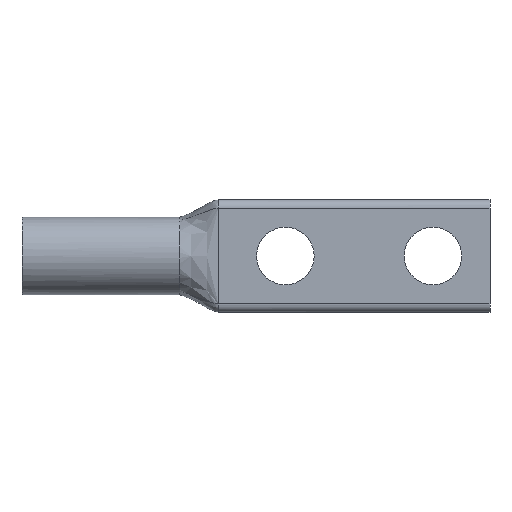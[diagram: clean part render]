
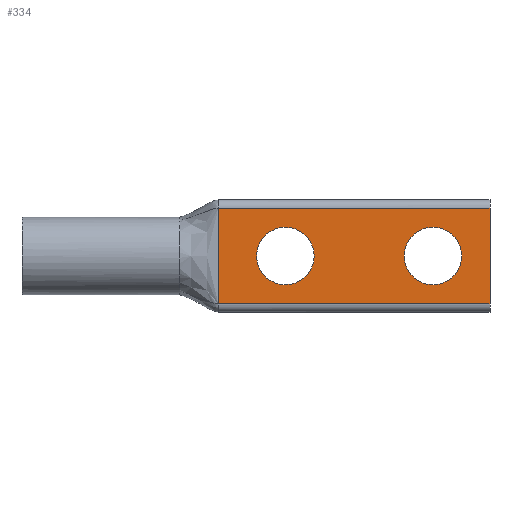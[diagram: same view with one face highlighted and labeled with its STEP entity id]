
A CAD part, front view. The second image highlights one B-rep face of the part: STEP entity #334.
In plain terms, the highlighted planar face has unit normal (0, -1, 0).
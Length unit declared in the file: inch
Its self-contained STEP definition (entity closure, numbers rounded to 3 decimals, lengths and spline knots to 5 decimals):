
#6 = AXIS2_PLACEMENT_3D ( 'NONE', #1362, #1230, #1767 ) ;
#9 = VECTOR ( 'NONE', #106, 39.37008 ) ;
#32 = VERTEX_POINT ( 'NONE', #1402 ) ;
#80 = DIRECTION ( 'NONE',  ( -1., 0., 0. ) ) ;
#91 = VERTEX_POINT ( 'NONE', #1190 ) ;
#94 = ORIENTED_EDGE ( 'NONE', *, *, #1092, .T. ) ;
#106 = DIRECTION ( 'NONE',  ( 0., 0., -1. ) ) ;
#158 = CARTESIAN_POINT ( 'NONE',  ( 2.79, 0., -0.285 ) ) ;
#161 = EDGE_CURVE ( 'NONE', #1751, #32, #1557, .T. ) ;
#165 = CARTESIAN_POINT ( 'NONE',  ( 1.17, 0., 0.285 ) ) ;
#171 = EDGE_LOOP ( 'NONE', ( #228, #1118 ) ) ;
#193 = LINE ( 'NONE', #335, #1337 ) ;
#228 = ORIENTED_EDGE ( 'NONE', *, *, #614, .T. ) ;
#232 = EDGE_CURVE ( 'NONE', #1715, #919, #353, .T. ) ;
#254 = LINE ( 'NONE', #661, #752 ) ;
#309 = EDGE_CURVE ( 'NONE', #413, #319, #1304, .T. ) ;
#319 = VERTEX_POINT ( 'NONE', #1354 ) ;
#334 = ADVANCED_FACE ( 'NONE', ( #388, #526, #1378 ), #807, .T. ) ;
#335 = CARTESIAN_POINT ( 'NONE',  ( 2.79, 0., 0. ) ) ;
#353 = LINE ( 'NONE', #906, #1332 ) ;
#388 = FACE_OUTER_BOUND ( 'NONE', #1096, .T. ) ;
#393 = ORIENTED_EDGE ( 'NONE', *, *, #161, .T. ) ;
#404 = AXIS2_PLACEMENT_3D ( 'NONE', #1705, #1711, #1564 ) ;
#407 = DIRECTION ( 'NONE',  ( 0., 0., 1. ) ) ;
#413 = VERTEX_POINT ( 'NONE', #986 ) ;
#434 = AXIS2_PLACEMENT_3D ( 'NONE', #1142, #1250, #824 ) ;
#520 = AXIS2_PLACEMENT_3D ( 'NONE', #1618, #1345, #407 ) ;
#526 = FACE_BOUND ( 'NONE', #1130, .T. ) ;
#614 = EDGE_CURVE ( 'NONE', #319, #413, #1586, .T. ) ;
#645 = ORIENTED_EDGE ( 'NONE', *, *, #670, .T. ) ;
#661 = CARTESIAN_POINT ( 'NONE',  ( 3.46742, 0., -0.285 ) ) ;
#670 = EDGE_CURVE ( 'NONE', #32, #1751, #1363, .T. ) ;
#727 = DIRECTION ( 'NONE',  ( 0., 0., -1. ) ) ;
#752 = VECTOR ( 'NONE', #811, 39.37008 ) ;
#800 = EDGE_CURVE ( 'NONE', #1583, #91, #254, .T. ) ;
#807 = PLANE ( 'NONE',  #6 ) ;
#811 = DIRECTION ( 'NONE',  ( -1., 0., 0. ) ) ;
#812 = CARTESIAN_POINT ( 'NONE',  ( 2.79, 0., 0.285 ) ) ;
#813 = AXIS2_PLACEMENT_3D ( 'NONE', #1168, #875, #1312 ) ;
#824 = DIRECTION ( 'NONE',  ( 0., 0., 1. ) ) ;
#875 = DIRECTION ( 'NONE',  ( 0., 1., 0. ) ) ;
#906 = CARTESIAN_POINT ( 'NONE',  ( 3.46742, 0., 0.285 ) ) ;
#919 = VERTEX_POINT ( 'NONE', #165 ) ;
#986 = CARTESIAN_POINT ( 'NONE',  ( 2.45, 0., -0.1715 ) ) ;
#1025 = EDGE_CURVE ( 'NONE', #1715, #1583, #193, .T. ) ;
#1092 = EDGE_CURVE ( 'NONE', #919, #91, #1476, .T. ) ;
#1096 = EDGE_LOOP ( 'NONE', ( #1167, #94, #1452, #1640 ) ) ;
#1118 = ORIENTED_EDGE ( 'NONE', *, *, #309, .T. ) ;
#1130 = EDGE_LOOP ( 'NONE', ( #645, #393 ) ) ;
#1142 = CARTESIAN_POINT ( 'NONE',  ( 2.45, 0., 0. ) ) ;
#1167 = ORIENTED_EDGE ( 'NONE', *, *, #232, .T. ) ;
#1168 = CARTESIAN_POINT ( 'NONE',  ( 1.57, 0., 0. ) ) ;
#1190 = CARTESIAN_POINT ( 'NONE',  ( 1.17, 0., -0.285 ) ) ;
#1230 = DIRECTION ( 'NONE',  ( 0., -1., 0. ) ) ;
#1250 = DIRECTION ( 'NONE',  ( 0., 1., 0. ) ) ;
#1304 = CIRCLE ( 'NONE', #520, 0.1715 ) ;
#1312 = DIRECTION ( 'NONE',  ( 0., 0., 1. ) ) ;
#1332 = VECTOR ( 'NONE', #80, 39.37008 ) ;
#1337 = VECTOR ( 'NONE', #727, 39.37008 ) ;
#1345 = DIRECTION ( 'NONE',  ( 0., 1., 0. ) ) ;
#1350 = CARTESIAN_POINT ( 'NONE',  ( 1.57, 0., -0.1715 ) ) ;
#1354 = CARTESIAN_POINT ( 'NONE',  ( 2.45, 0., 0.1715 ) ) ;
#1362 = CARTESIAN_POINT ( 'NONE',  ( 3.46742, 0., 0. ) ) ;
#1363 = CIRCLE ( 'NONE', #813, 0.1715 ) ;
#1378 = FACE_BOUND ( 'NONE', #171, .T. ) ;
#1402 = CARTESIAN_POINT ( 'NONE',  ( 1.57, 0., 0.1715 ) ) ;
#1452 = ORIENTED_EDGE ( 'NONE', *, *, #800, .F. ) ;
#1476 = LINE ( 'NONE', #1602, #9 ) ;
#1557 = CIRCLE ( 'NONE', #404, 0.1715 ) ;
#1564 = DIRECTION ( 'NONE',  ( 0., 0., 1. ) ) ;
#1583 = VERTEX_POINT ( 'NONE', #158 ) ;
#1586 = CIRCLE ( 'NONE', #434, 0.1715 ) ;
#1602 = CARTESIAN_POINT ( 'NONE',  ( 1.17, 0., 0. ) ) ;
#1618 = CARTESIAN_POINT ( 'NONE',  ( 2.45, 0., 0. ) ) ;
#1640 = ORIENTED_EDGE ( 'NONE', *, *, #1025, .F. ) ;
#1705 = CARTESIAN_POINT ( 'NONE',  ( 1.57, 0., 0. ) ) ;
#1711 = DIRECTION ( 'NONE',  ( 0., 1., 0. ) ) ;
#1715 = VERTEX_POINT ( 'NONE', #812 ) ;
#1751 = VERTEX_POINT ( 'NONE', #1350 ) ;
#1767 = DIRECTION ( 'NONE',  ( 0., 0., -1. ) ) ;
